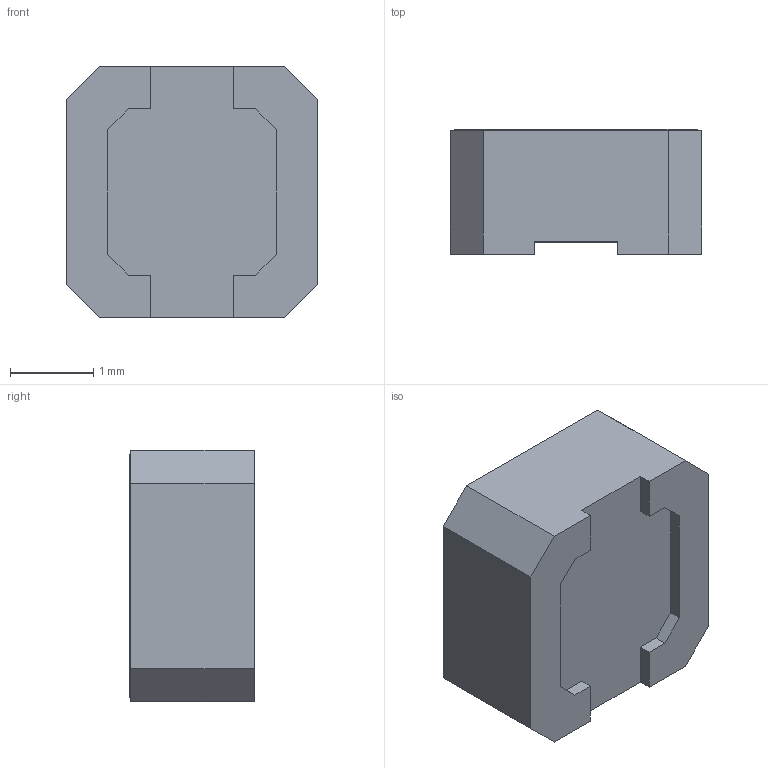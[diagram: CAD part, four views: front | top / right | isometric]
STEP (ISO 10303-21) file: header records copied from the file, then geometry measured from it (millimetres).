
FILE_DESCRIPTION (( 'STEP AP214' ), '1' );
FILE_NAME ('8DA6A62F-40E2-4D96-8D42-28E9C7485662.STEP', '2025-07-03T03:17:00', ( '' ), ( '' ), 'SwSTEP 2.0', 'SolidWorks 2022', '' );
FILE_SCHEMA (( 'AUTOMOTIVE_DESIGN' ));
Length unit declared in the file: millimetre
Products named in the file (1): 8DA6A62F-40E2-4D96-8D42-28E9C7485662
Bounding box: 3.03 x 1.5 x 3.03 mm (x, y, z)
Volume: 12.5 mm3; surface area: 35.3 mm2
Topology: 1 solids, 1 shells, 117 faces, 324 edges, 216 vertices
Faces by surface type: plane 74, bspline 41, cylinder 2
Entity records: 5191 total; most frequent: CARTESIAN_POINT 2055, ORIENTED_EDGE 648, DIRECTION 400, EDGE_CURVE 324, VECTOR 238, LINE 238, VERTEX_POINT 216, EDGE_LOOP 124
